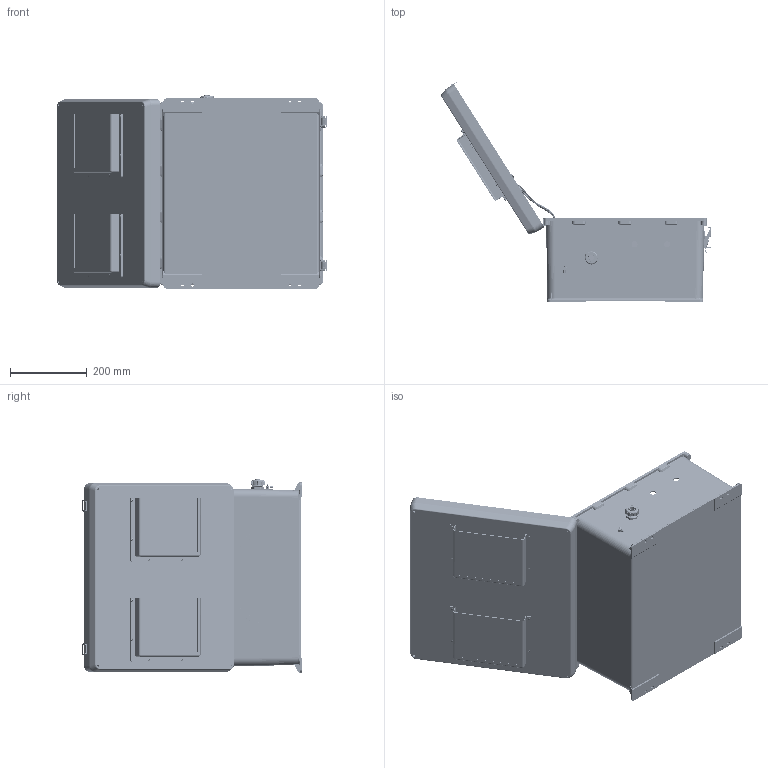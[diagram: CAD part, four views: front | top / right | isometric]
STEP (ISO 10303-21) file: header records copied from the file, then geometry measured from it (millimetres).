
FILE_DESCRIPTION (( 'STEP AP214' ), '1' );
FILE_NAME ('TEF181608-10F-1.STEP', '2019-05-09T15:04:49', ( '' ), ( '' ), 'SwSTEP 2.0', 'SolidWorks 2018', '' );
FILE_SCHEMA (( 'AUTOMOTIVE_DESIGN' ));
Length unit declared in the file: inch
Products named in the file (35): XCT-0005; XFS-0026; XFN-0022; XF797-02; FanWires-18; XMH-0007; XFN-0003; XC-0003; X-ASSY-HYP285-1; 10-32 NEMA PLATE SCREW; XCTB-0002; X-PCB-HYP285; NB181608-Box; Fan Screen-120x120 ALUM; TEF181608-10F-1; XMH-0025; XFW-0002; XFS-0017; XFN-0013; XFS-0066_90272A147; NB181608-Hinge; XCT-0010; XFW-0004; XMH-0019; XCT-0011; XFR-0005; XERZ-V20D241; XFN-0002; NEMA 18 GroundWire; NB181608-DoorClasp-2; XM220-01-UL; NB181608-DoorClasp-1; NB181608-Lid-Vented; XMH-0010; XF685-01
Assembly tree (78 placements, depth 3):
  TEF181608-10F-1
    NB181608-Box
    NB181608-Hinge  x2
    NB181608-Lid-Vented
    NB181608-DoorClasp-1  x2
    NB181608-DoorClasp-2  x2
    XF685-01
    XMH-0007  x4
    XCTB-0002
    10-32 NEMA PLATE SCREW  x4
    XFN-0013  x2
    XF797-02
    XFS-0017  x7
    XCT-0011
    XCT-0010
    XFN-0003  x2
    XC-0003
    XCT-0005
    XFW-0002
    XFS-0026
    NEMA 18 GroundWire
    XM220-01-UL  x2
    XFN-0002  x8
    Fan Screen-120x120 ALUM  x2
    XMH-0019  x2
    FanWires-18
    XFR-0005  x12
    XMH-0010  x2
    XFW-0004  x2
    X-ASSY-HYP285-1
      X-PCB-HYP285
      XERZ-V20D241  x3
    XFN-0022  x2
    XFS-0066_90272A147  x2
    XMH-0025
Bounding box: 703.32 x 571.16 x 502.84 mm (x, y, z)
Volume: 4127970.5 mm3; surface area: 2582620.4 mm2
Topology: 86 solids, 87 shells, 8225 faces, 21390 edges, 13430 vertices
Faces by surface type: cylinder 3664, plane 2424, cone 1329, torus 493, bspline 282, sphere 33
Entity records: 203802 total; most frequent: CARTESIAN_POINT 65888, ORIENTED_EDGE 24388, DIRECTION 23666, EDGE_CURVE 12194, AXIS2_PLACEMENT_3D 8938, VERTEX_POINT 7707, LINE 5790, VECTOR 5790
